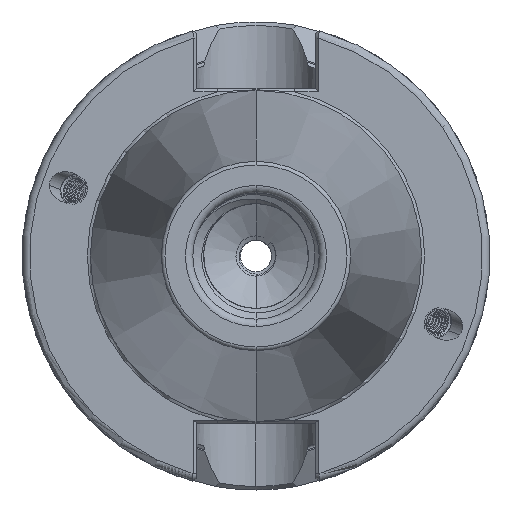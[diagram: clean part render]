
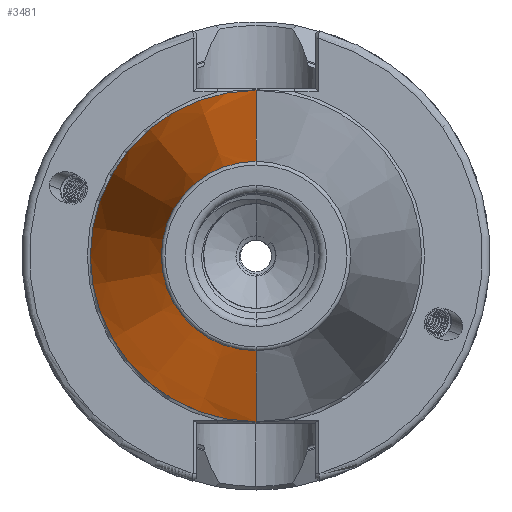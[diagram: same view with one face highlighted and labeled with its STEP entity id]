
A CAD part, left-side view. The second image highlights one B-rep face of the part: STEP entity #3481.
In plain terms, the highlighted conical face has half-angle 8.297 degrees and reference radius 22.298 mm.
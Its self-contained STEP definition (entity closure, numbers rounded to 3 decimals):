
#331 = CONICAL_SURFACE ( 'NONE', #8602, 22.298, 0.145 ) ;
#389 = EDGE_LOOP ( 'NONE', ( #1401, #1403, #1402, #1404 ) ) ;
#1401 = ORIENTED_EDGE ( 'NONE', *, *, #7782, .T. ) ;
#1402 = ORIENTED_EDGE ( 'NONE', *, *, #7779, .F. ) ;
#1403 = ORIENTED_EDGE ( 'NONE', *, *, #7781, .T. ) ;
#1404 = ORIENTED_EDGE ( 'NONE', *, *, #7783, .F. ) ;
#3265 = CARTESIAN_POINT ( 'NONE',  ( -1.5, 0., 0. ) ) ;
#3266 = DIRECTION ( 'NONE',  ( 1., 0., 0. ) ) ;
#3267 = DIRECTION ( 'NONE',  ( 0., 0., -1. ) ) ;
#3268 = CARTESIAN_POINT ( 'NONE',  ( -66.972, 0., 0. ) ) ;
#3272 = LINE ( 'NONE', #3273, #8770 ) ;
#3273 = CARTESIAN_POINT ( 'NONE',  ( -1.5, 0., 22.298 ) ) ;
#3274 = DIRECTION ( 'NONE',  ( 0.99, 0., 0.144 ) ) ;
#3275 = DIRECTION ( 'NONE',  ( 1., 0., 0. ) ) ;
#3276 = DIRECTION ( 'NONE',  ( 0., 0., -1. ) ) ;
#3278 = LINE ( 'NONE', #3279, #8772 ) ;
#3279 = CARTESIAN_POINT ( 'NONE',  ( -1.5, 0., -22.298 ) ) ;
#3280 = DIRECTION ( 'NONE',  ( 0.99, 0., -0.144 ) ) ;
#3481 = ADVANCED_FACE ( 'NONE', ( #8599 ), #331, .T. ) ;
#4165 = CARTESIAN_POINT ( 'NONE',  ( -1.5, 0., 0. ) ) ;
#4166 = DIRECTION ( 'NONE',  ( 1., 0., 0. ) ) ;
#4167 = DIRECTION ( 'NONE',  ( 0., 0., -1. ) ) ;
#7779 = EDGE_CURVE ( 'NONE', #11982, #11983, #14781, .T. ) ;
#7781 = EDGE_CURVE ( 'NONE', #11985, #11983, #3272, .T. ) ;
#7782 = EDGE_CURVE ( 'NONE', #11984, #11985, #14782, .T. ) ;
#7783 = EDGE_CURVE ( 'NONE', #11984, #11982, #3278, .T. ) ;
#8599 = FACE_OUTER_BOUND ( 'NONE', #389, .T. ) ;
#8602 = AXIS2_PLACEMENT_3D ( 'NONE', #4165, #4166, #4167 ) ;
#8763 = AXIS2_PLACEMENT_3D ( 'NONE', #3265, #3266, #3267 ) ;
#8769 = AXIS2_PLACEMENT_3D ( 'NONE', #3268, #3275, #3276 ) ;
#8770 = VECTOR ( 'NONE', #3274, 1000. ) ;
#8772 = VECTOR ( 'NONE', #3280, 1000. ) ;
#11687 = CARTESIAN_POINT ( 'NONE',  ( -1.5, 0., -22.298 ) ) ;
#11688 = CARTESIAN_POINT ( 'NONE',  ( -1.5, 0., 22.298 ) ) ;
#11689 = CARTESIAN_POINT ( 'NONE',  ( -66.972, 0., -12.75 ) ) ;
#11690 = CARTESIAN_POINT ( 'NONE',  ( -66.972, 0., 12.75 ) ) ;
#11982 = VERTEX_POINT ( 'NONE', #11687 ) ;
#11983 = VERTEX_POINT ( 'NONE', #11688 ) ;
#11984 = VERTEX_POINT ( 'NONE', #11689 ) ;
#11985 = VERTEX_POINT ( 'NONE', #11690 ) ;
#14781 = CIRCLE ( 'NONE', #8763, 22.298 ) ;
#14782 = CIRCLE ( 'NONE', #8769, 12.75 ) ;
